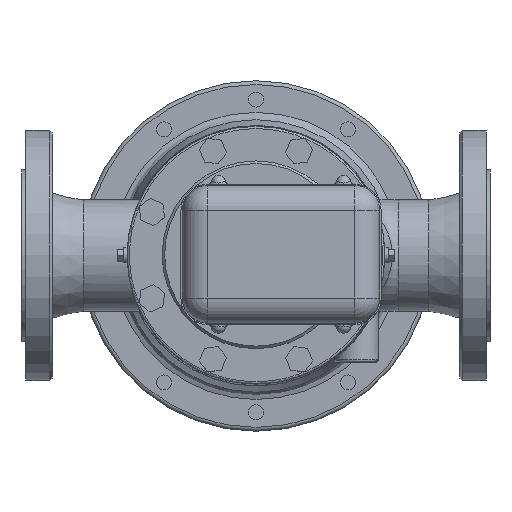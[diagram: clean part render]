
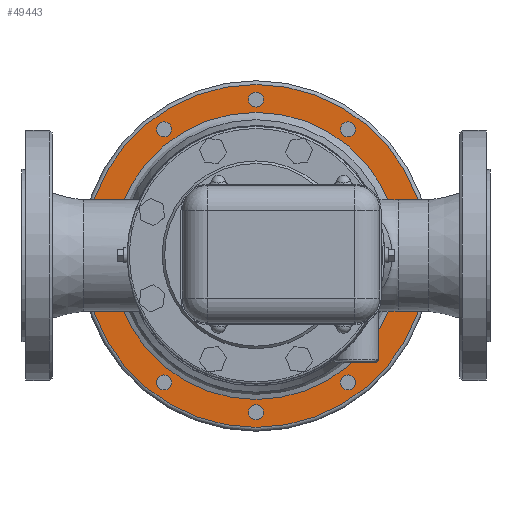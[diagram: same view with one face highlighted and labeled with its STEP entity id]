
A CAD part, top view. The second image highlights one B-rep face of the part: STEP entity #49443.
In plain terms, the highlighted planar face has unit normal (0, 0, 1).
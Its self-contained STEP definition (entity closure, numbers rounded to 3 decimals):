
#30080=CARTESIAN_POINT('',(-78.327,-97.6,-155.0));
#30081=VERTEX_POINT('',#30080);
#30082=CARTESIAN_POINT('',(-73.473,-101.127,-155.0));
#30083=DIRECTION('',(0.0,0.0,-1.0));
#30084=DIRECTION('',(0.809,-0.588,0.0));
#30085=AXIS2_PLACEMENT_3D('',#30082,#30083,#30084);
#30086=CIRCLE('',#30085,6.);
#30087=EDGE_CURVE('',#30081,#30081,#30086,.T.);
#30145=CARTESIAN_POINT('',(-120.736,-32.921,-155.0));
#30146=VERTEX_POINT('',#30145);
#30147=CARTESIAN_POINT('',(-118.882,-38.627,-155.0));
#30148=DIRECTION('',(0.0,0.0,-1.0));
#30149=DIRECTION('',(0.309,-0.951,0.0));
#30150=AXIS2_PLACEMENT_3D('',#30147,#30148,#30149);
#30151=CIRCLE('',#30150,6.);
#30152=EDGE_CURVE('',#30146,#30146,#30151,.T.);
#30210=CARTESIAN_POINT('',(-117.028,44.333,-155.0));
#30211=VERTEX_POINT('',#30210);
#30212=CARTESIAN_POINT('',(-118.882,38.627,-155.0));
#30213=DIRECTION('',(0.0,0.0,-1.));
#30214=DIRECTION('',(-0.309,-0.951,0.0));
#30215=AXIS2_PLACEMENT_3D('',#30212,#30213,#30214);
#30216=CIRCLE('',#30215,6.);
#30217=EDGE_CURVE('',#30211,#30211,#30216,.T.);
#30275=CARTESIAN_POINT('',(-68.619,104.654,-155.0));
#30276=VERTEX_POINT('',#30275);
#30277=CARTESIAN_POINT('',(-73.473,101.127,-155.0));
#30278=DIRECTION('',(0.0,0.0,-1.));
#30279=DIRECTION('',(-0.809,-0.588,0.0));
#30280=AXIS2_PLACEMENT_3D('',#30277,#30278,#30279);
#30281=CIRCLE('',#30280,6.0);
#30282=EDGE_CURVE('',#30276,#30276,#30281,.T.);
#30340=CARTESIAN_POINT('',(6.,125.0,-155.0));
#30341=VERTEX_POINT('',#30340);
#30342=CARTESIAN_POINT('',(0.,125.0,-155.0));
#30343=DIRECTION('',(0.0,0.0,-1.0));
#30344=DIRECTION('',(-1.0,0.0,0.0));
#30345=AXIS2_PLACEMENT_3D('',#30342,#30343,#30344);
#30346=CIRCLE('',#30345,6.);
#30347=EDGE_CURVE('',#30341,#30341,#30346,.T.);
#30405=CARTESIAN_POINT('',(78.327,97.6,-155.0));
#30406=VERTEX_POINT('',#30405);
#30407=CARTESIAN_POINT('',(73.473,101.127,-155.0));
#30408=DIRECTION('',(0.0,0.0,-1.));
#30409=DIRECTION('',(-0.809,0.588,0.0));
#30410=AXIS2_PLACEMENT_3D('',#30407,#30408,#30409);
#30411=CIRCLE('',#30410,6.);
#30412=EDGE_CURVE('',#30406,#30406,#30411,.T.);
#30470=CARTESIAN_POINT('',(120.736,32.921,-155.0));
#30471=VERTEX_POINT('',#30470);
#30472=CARTESIAN_POINT('',(118.882,38.627,-155.0));
#30473=DIRECTION('',(0.0,0.0,-1.));
#30474=DIRECTION('',(-0.309,0.951,0.0));
#30475=AXIS2_PLACEMENT_3D('',#30472,#30473,#30474);
#30476=CIRCLE('',#30475,6.0);
#30477=EDGE_CURVE('',#30471,#30471,#30476,.T.);
#30535=CARTESIAN_POINT('',(117.028,-44.333,-155.0));
#30536=VERTEX_POINT('',#30535);
#30537=CARTESIAN_POINT('',(118.882,-38.627,-155.0));
#30538=DIRECTION('',(0.0,0.0,-1.));
#30539=DIRECTION('',(0.309,0.951,0.0));
#30540=AXIS2_PLACEMENT_3D('',#30537,#30538,#30539);
#30541=CIRCLE('',#30540,6.);
#30542=EDGE_CURVE('',#30536,#30536,#30541,.T.);
#30600=CARTESIAN_POINT('',(68.619,-104.654,-155.0));
#30601=VERTEX_POINT('',#30600);
#30602=CARTESIAN_POINT('',(73.473,-101.127,-155.0));
#30603=DIRECTION('',(0.0,0.0,-1.0));
#30604=DIRECTION('',(0.809,0.588,0.0));
#30605=AXIS2_PLACEMENT_3D('',#30602,#30603,#30604);
#30606=CIRCLE('',#30605,6.);
#30607=EDGE_CURVE('',#30601,#30601,#30606,.T.);
#30665=CARTESIAN_POINT('',(-6.,-125.0,-155.0));
#30666=VERTEX_POINT('',#30665);
#30667=CARTESIAN_POINT('',(0.,-125.0,-155.0));
#30668=DIRECTION('',(0.0,0.0,-1.0));
#30669=DIRECTION('',(1.0,0.0,0.0));
#30670=AXIS2_PLACEMENT_3D('',#30667,#30668,#30669);
#30671=CIRCLE('',#30670,6.);
#30672=EDGE_CURVE('',#30666,#30666,#30671,.T.);
#49382=CARTESIAN_POINT('',(114.73,0.,-155.0));
#49383=VERTEX_POINT('',#49382);
#49384=CARTESIAN_POINT('',(0.0,0.0,-155.0));
#49385=DIRECTION('',(0.0,0.0,1.0));
#49386=DIRECTION('',(-1.0,0.0,0.0));
#49387=AXIS2_PLACEMENT_3D('',#49384,#49385,#49386);
#49388=CIRCLE('',#49387,114.73);
#49389=EDGE_CURVE('',#49383,#49383,#49388,.T.);
#49394=CARTESIAN_POINT('',(0.0,0.0,-155.0));
#49395=DIRECTION('',(0.0,0.0,-1.0));
#49396=DIRECTION('',(-1.0,0.0,0.0));
#49397=AXIS2_PLACEMENT_3D('',#49394,#49395,#49396);
#49398=PLANE('',#49397);
#49399=CARTESIAN_POINT('',(137.0,0.,-155.0));
#49400=VERTEX_POINT('',#49399);
#49401=CARTESIAN_POINT('',(0.0,0.0,-155.0));
#49402=DIRECTION('',(0.0,0.0,-1.0));
#49403=DIRECTION('',(-1.0,0.0,0.0));
#49404=AXIS2_PLACEMENT_3D('',#49401,#49402,#49403);
#49405=CIRCLE('',#49404,137.0);
#49406=EDGE_CURVE('',#49400,#49400,#49405,.T.);
#49407=ORIENTED_EDGE('',*,*,#49406,.F.);
#49408=EDGE_LOOP('',(#49407));
#49409=FACE_OUTER_BOUND('',#49408,.T.);
#49410=ORIENTED_EDGE('',*,*,#30087,.T.);
#49411=EDGE_LOOP('',(#49410));
#49412=FACE_BOUND('',#49411,.T.);
#49413=ORIENTED_EDGE('',*,*,#30152,.T.);
#49414=EDGE_LOOP('',(#49413));
#49415=FACE_BOUND('',#49414,.T.);
#49416=ORIENTED_EDGE('',*,*,#30217,.T.);
#49417=EDGE_LOOP('',(#49416));
#49418=FACE_BOUND('',#49417,.T.);
#49419=ORIENTED_EDGE('',*,*,#30282,.T.);
#49420=EDGE_LOOP('',(#49419));
#49421=FACE_BOUND('',#49420,.T.);
#49422=ORIENTED_EDGE('',*,*,#30347,.T.);
#49423=EDGE_LOOP('',(#49422));
#49424=FACE_BOUND('',#49423,.T.);
#49425=ORIENTED_EDGE('',*,*,#30412,.T.);
#49426=EDGE_LOOP('',(#49425));
#49427=FACE_BOUND('',#49426,.T.);
#49428=ORIENTED_EDGE('',*,*,#30477,.T.);
#49429=EDGE_LOOP('',(#49428));
#49430=FACE_BOUND('',#49429,.T.);
#49431=ORIENTED_EDGE('',*,*,#30542,.T.);
#49432=EDGE_LOOP('',(#49431));
#49433=FACE_BOUND('',#49432,.T.);
#49434=ORIENTED_EDGE('',*,*,#30607,.T.);
#49435=EDGE_LOOP('',(#49434));
#49436=FACE_BOUND('',#49435,.T.);
#49437=ORIENTED_EDGE('',*,*,#30672,.T.);
#49438=EDGE_LOOP('',(#49437));
#49439=FACE_BOUND('',#49438,.T.);
#49440=ORIENTED_EDGE('',*,*,#49389,.F.);
#49441=EDGE_LOOP('',(#49440));
#49442=FACE_BOUND('',#49441,.T.);
#49443=ADVANCED_FACE('',(#49409,#49412,#49415,#49418,#49421,#49424,#49427,#49430,#49433,#49436,#49439,#49442),#49398,.F.);
